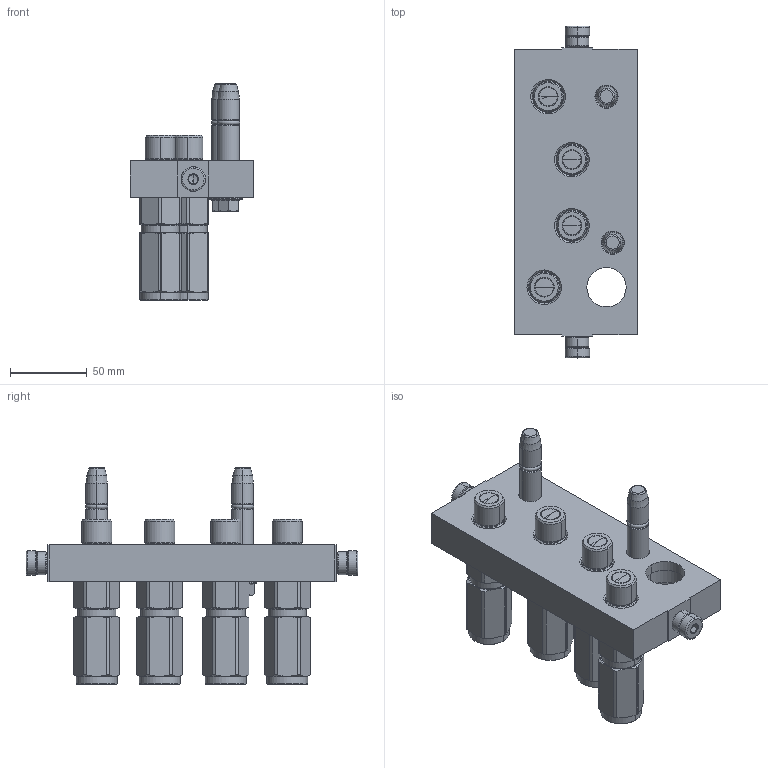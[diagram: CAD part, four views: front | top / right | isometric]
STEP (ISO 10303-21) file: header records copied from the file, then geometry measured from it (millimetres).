
FILE_DESCRIPTION (( 'STEP AP214' ), '1' );
FILE_NAME ('FASTER.step', '2022-07-26T03:22:17', ( '' ), ( '' ), 'SwSTEP 2.0', 'SolidWorks 2017', '' );
FILE_SCHEMA (( 'AUTOMOTIVE_DESIGN' ));
Length unit declared in the file: millimetre
Products named in the file (11): 4830_010_0000_003; FASTER; 4830_013_3000_020; 3ffnp38_gas_m; or2_62x9_19_m; 1540_080_0008_000; 4830_021_0000_000; PS06-1_M_BASE; et002; 4830_028_1000_002
Assembly tree (18 placements, depth 3):
  FASTER
    PS06-1_M_BASE
      4830_010_0000_003
      4830_021_0000_000  x2
      4830_013_3000_020  x2
      4830_028_1000_002  x2
      1540_080_0008_000  x2
      or2_62x9_19_m  x2
    3ffnp38_gas_m  x4
      3ffnp38_gas_m
    et002
Bounding box: 80.3 x 216 x 140.8 mm (x, y, z)
Volume: 1869.3 mm3; surface area: 120969.8 mm2
Topology: 5 solids, 52 shells, 1996 faces, 5703 edges, 3785 vertices
Faces by surface type: plane 1168, cone 336, cylinder 324, torus 106, bspline 62
Entity records: 47666 total; most frequent: CARTESIAN_POINT 11418, ORIENTED_EDGE 7416, DIRECTION 6947, EDGE_CURVE 3818, LINE 2979, VECTOR 2979, VERTEX_POINT 2514, AXIS2_PLACEMENT_3D 1984
